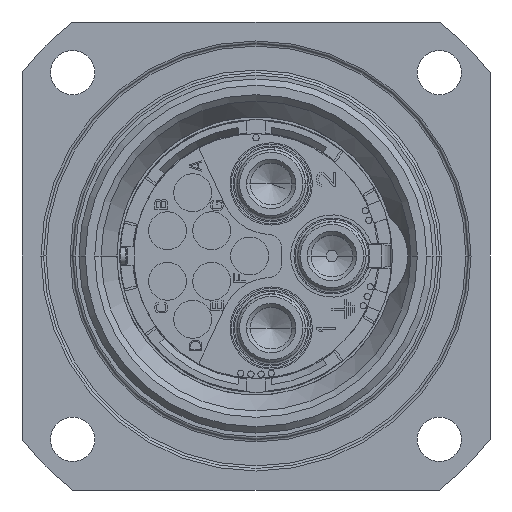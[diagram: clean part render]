
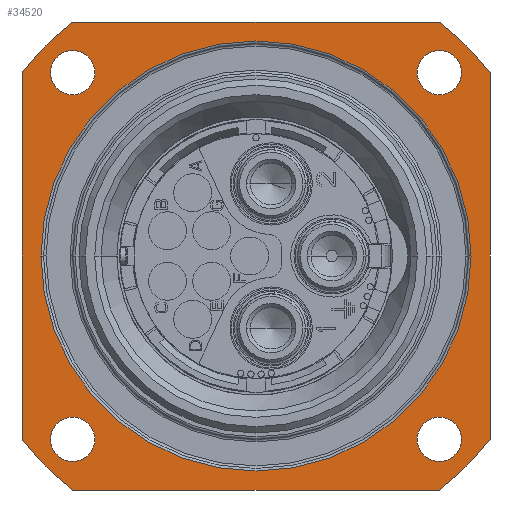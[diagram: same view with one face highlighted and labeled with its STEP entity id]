
A CAD part, left-side view. The second image highlights one B-rep face of the part: STEP entity #34520.
In plain terms, the highlighted planar face has unit normal (-1, 0, 0).
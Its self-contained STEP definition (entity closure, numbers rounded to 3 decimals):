
#8334=CARTESIAN_POINT('',(5.,0.,0.));
#8335=DIRECTION('',(1.,0.,0.));
#8336=DIRECTION('',(0.,1.,0.));
#8337=AXIS2_PLACEMENT_3D('',#8334,#8335,#8336);
#8349=DIRECTION('',(0.,0.,-1.));
#8350=VECTOR('',#8349,28.983);
#8351=CARTESIAN_POINT('',(5.,18.5,14.491));
#8352=LINE('2750',#8351,#8350);
#8353=CARTESIAN_POINT('',(5.,0.,0.));
#8354=DIRECTION('',(1.,0.,0.));
#8355=DIRECTION('',(0.,0.787,0.617));
#8356=AXIS2_PLACEMENT_3D('',#8353,#8354,#8355);
#8358=DIRECTION('',(0.,1.,0.));
#8359=VECTOR('',#8358,28.983);
#8360=CARTESIAN_POINT('',(5.,-14.491,18.5));
#8361=LINE('2753',#8360,#8359);
#8362=CARTESIAN_POINT('',(5.,0.,0.));
#8363=DIRECTION('',(1.,0.,0.));
#8364=DIRECTION('',(0.,-0.617,0.787));
#8365=AXIS2_PLACEMENT_3D('',#8362,#8363,#8364);
#8367=DIRECTION('',(0.,0.,1.));
#8368=VECTOR('',#8367,28.983);
#8369=CARTESIAN_POINT('',(5.,-18.5,-14.491));
#8370=LINE('2752',#8369,#8368);
#8371=CARTESIAN_POINT('',(5.,0.,0.));
#8372=DIRECTION('',(-1.,0.,0.));
#8373=DIRECTION('',(0.,-0.617,-0.787));
#8374=AXIS2_PLACEMENT_3D('',#8371,#8372,#8373);
#8376=DIRECTION('',(0.,-1.,0.));
#8377=VECTOR('',#8376,28.983);
#8378=CARTESIAN_POINT('',(5.,14.491,-18.5));
#8379=LINE('2751',#8378,#8377);
#8380=CARTESIAN_POINT('',(5.,0.,0.));
#8381=DIRECTION('',(-1.,0.,0.));
#8382=DIRECTION('',(0.,0.787,-0.617));
#8383=AXIS2_PLACEMENT_3D('',#8380,#8381,#8382);
#8385=CARTESIAN_POINT('',(5.,14.496,-14.496));
#8386=DIRECTION('',(-1.,0.,0.));
#8387=DIRECTION('',(0.,-1.,0.));
#8388=AXIS2_PLACEMENT_3D('',#8385,#8386,#8387);
#8390=CARTESIAN_POINT('',(5.,14.496,-14.496));
#8391=DIRECTION('',(-1.,0.,0.));
#8392=DIRECTION('',(0.,1.,0.));
#8393=AXIS2_PLACEMENT_3D('',#8390,#8391,#8392);
#8395=CARTESIAN_POINT('',(5.,14.496,14.496));
#8396=DIRECTION('',(-1.,0.,0.));
#8397=DIRECTION('',(0.,-1.,0.));
#8398=AXIS2_PLACEMENT_3D('',#8395,#8396,#8397);
#8400=CARTESIAN_POINT('',(5.,14.496,14.496));
#8401=DIRECTION('',(-1.,0.,0.));
#8402=DIRECTION('',(0.,1.,0.));
#8403=AXIS2_PLACEMENT_3D('',#8400,#8401,#8402);
#8405=CARTESIAN_POINT('',(5.,-14.496,14.496));
#8406=DIRECTION('',(-1.,0.,0.));
#8407=DIRECTION('',(0.,-1.,0.));
#8408=AXIS2_PLACEMENT_3D('',#8405,#8406,#8407);
#8410=CARTESIAN_POINT('',(5.,-14.496,14.496));
#8411=DIRECTION('',(-1.,0.,0.));
#8412=DIRECTION('',(0.,1.,0.));
#8413=AXIS2_PLACEMENT_3D('',#8410,#8411,#8412);
#8415=CARTESIAN_POINT('',(5.,-14.496,-14.496));
#8416=DIRECTION('',(-1.,0.,0.));
#8417=DIRECTION('',(0.,-1.,0.));
#8418=AXIS2_PLACEMENT_3D('',#8415,#8416,#8417);
#8420=CARTESIAN_POINT('',(5.,-14.496,-14.496));
#8421=DIRECTION('',(-1.,0.,0.));
#8422=DIRECTION('',(0.,1.,0.));
#8423=AXIS2_PLACEMENT_3D('',#8420,#8421,#8422);
#8613=CARTESIAN_POINT('',(5.,0.,0.));
#8614=DIRECTION('',(1.,0.,0.));
#8615=DIRECTION('',(0.,-1.,0.));
#8616=AXIS2_PLACEMENT_3D('',#8613,#8614,#8615);
#21055=CARTESIAN_POINT('',(5.,18.5,14.491));
#21056=VERTEX_POINT('',#21055);
#21057=CARTESIAN_POINT('',(5.,-18.5,14.491));
#21058=VERTEX_POINT('',#21057);
#21059=CARTESIAN_POINT('',(5.,14.491,18.5));
#21060=VERTEX_POINT('',#21059);
#21061=CARTESIAN_POINT('',(5.,-14.491,18.5));
#21062=VERTEX_POINT('',#21061);
#21063=CARTESIAN_POINT('',(5.,18.5,-14.491));
#21064=VERTEX_POINT('',#21063);
#21065=CARTESIAN_POINT('',(5.,14.491,-18.5));
#21066=CARTESIAN_POINT('',(5.,-14.491,-18.5));
#21067=VERTEX_POINT('',#21065);
#21068=VERTEX_POINT('',#21066);
#21069=CARTESIAN_POINT('',(5.,-18.5,-14.491));
#21070=VERTEX_POINT('',#21069);
#21075=CARTESIAN_POINT('',(5.,12.746,-14.496));
#21076=CARTESIAN_POINT('',(5.,16.246,-14.496));
#21077=VERTEX_POINT('',#21075);
#21078=VERTEX_POINT('',#21076);
#21083=CARTESIAN_POINT('',(5.,12.746,14.496));
#21084=CARTESIAN_POINT('',(5.,16.246,14.496));
#21085=VERTEX_POINT('',#21083);
#21086=VERTEX_POINT('',#21084);
#21091=CARTESIAN_POINT('',(5.,-16.246,14.496));
#21092=CARTESIAN_POINT('',(5.,-12.746,14.496));
#21093=VERTEX_POINT('',#21091);
#21094=VERTEX_POINT('',#21092);
#21099=CARTESIAN_POINT('',(5.,-16.246,-14.496));
#21100=CARTESIAN_POINT('',(5.,-12.746,-14.496));
#21101=VERTEX_POINT('',#21099);
#21102=VERTEX_POINT('',#21100);
#21127=CARTESIAN_POINT('',(5.,17.,0.));
#21128=CARTESIAN_POINT('',(5.,-17.,0.));
#21129=VERTEX_POINT('',#21127);
#21130=VERTEX_POINT('',#21128);
#34468=CARTESIAN_POINT('',(5.,0.,0.));
#34469=DIRECTION('',(1.,0.,0.));
#34470=DIRECTION('',(0.,-1.,0.));
#34471=AXIS2_PLACEMENT_3D('',#34468,#34469,#34470);
#34472=PLANE('324',#34471);
#34474=ORIENTED_EDGE('2750',*,*,#34473,.F.);
#34476=ORIENTED_EDGE('2760',*,*,#34475,.T.);
#34478=ORIENTED_EDGE('2753',*,*,#34477,.F.);
#34480=ORIENTED_EDGE('2761',*,*,#34479,.T.);
#34482=ORIENTED_EDGE('2752',*,*,#34481,.F.);
#34484=ORIENTED_EDGE('2765',*,*,#34483,.F.);
#34486=ORIENTED_EDGE('2751',*,*,#34485,.F.);
#34488=ORIENTED_EDGE('2764',*,*,#34487,.F.);
#34489=EDGE_LOOP('324',(#34474,#34476,#34478,#34480,#34482,#34484,#34486,
#34488));
#34490=FACE_OUTER_BOUND('324',#34489,.F.);
#34492=ORIENTED_EDGE('2768',*,*,#34491,.T.);
#34494=ORIENTED_EDGE('2769',*,*,#34493,.T.);
#34495=EDGE_LOOP('324',(#34492,#34494));
#34496=FACE_BOUND('324',#34495,.F.);
#34498=ORIENTED_EDGE('2774',*,*,#34497,.T.);
#34500=ORIENTED_EDGE('2775',*,*,#34499,.T.);
#34501=EDGE_LOOP('324',(#34498,#34500));
#34502=FACE_BOUND('324',#34501,.F.);
#34504=ORIENTED_EDGE('2780',*,*,#34503,.T.);
#34506=ORIENTED_EDGE('2781',*,*,#34505,.T.);
#34507=EDGE_LOOP('324',(#34504,#34506));
#34508=FACE_BOUND('324',#34507,.F.);
#34510=ORIENTED_EDGE('2786',*,*,#34509,.T.);
#34512=ORIENTED_EDGE('2787',*,*,#34511,.T.);
#34513=EDGE_LOOP('324',(#34510,#34512));
#34514=FACE_BOUND('324',#34513,.F.);
#34515=ORIENTED_EDGE('2806',*,*,#34451,.F.);
#34517=ORIENTED_EDGE('2808',*,*,#34516,.F.);
#34518=EDGE_LOOP('324',(#34515,#34517));
#34519=FACE_BOUND('324',#34518,.F.);
#8338=CIRCLE('2806',#8337,17.);
#8357=CIRCLE('2760',#8356,23.5);
#8366=CIRCLE('2761',#8365,23.5);
#8375=CIRCLE('2765',#8374,23.5);
#8384=CIRCLE('2764',#8383,23.5);
#8389=CIRCLE('2768',#8388,1.75);
#8394=CIRCLE('2769',#8393,1.75);
#8399=CIRCLE('2774',#8398,1.75);
#8404=CIRCLE('2775',#8403,1.75);
#8409=CIRCLE('2780',#8408,1.75);
#8414=CIRCLE('2781',#8413,1.75);
#8419=CIRCLE('2786',#8418,1.75);
#8424=CIRCLE('2787',#8423,1.75);
#8617=CIRCLE('2808',#8616,17.);
#34451=EDGE_CURVE('2806',#21129,#21130,#8338,.T.);
#34473=EDGE_CURVE('2750',#21056,#21064,#8352,.T.);
#34475=EDGE_CURVE('2760',#21056,#21060,#8357,.T.);
#34477=EDGE_CURVE('2753',#21062,#21060,#8361,.T.);
#34479=EDGE_CURVE('2761',#21062,#21058,#8366,.T.);
#34481=EDGE_CURVE('2752',#21070,#21058,#8370,.T.);
#34483=EDGE_CURVE('2765',#21068,#21070,#8375,.T.);
#34485=EDGE_CURVE('2751',#21067,#21068,#8379,.T.);
#34487=EDGE_CURVE('2764',#21064,#21067,#8384,.T.);
#34491=EDGE_CURVE('2768',#21077,#21078,#8389,.T.);
#34493=EDGE_CURVE('2769',#21078,#21077,#8394,.T.);
#34497=EDGE_CURVE('2774',#21085,#21086,#8399,.T.);
#34499=EDGE_CURVE('2775',#21086,#21085,#8404,.T.);
#34503=EDGE_CURVE('2780',#21093,#21094,#8409,.T.);
#34505=EDGE_CURVE('2781',#21094,#21093,#8414,.T.);
#34509=EDGE_CURVE('2786',#21101,#21102,#8419,.T.);
#34511=EDGE_CURVE('2787',#21102,#21101,#8424,.T.);
#34516=EDGE_CURVE('2808',#21130,#21129,#8617,.T.);
#34520=ADVANCED_FACE('324',(#34490,#34496,#34502,#34508,#34514,#34519),#34472,
.F.);
